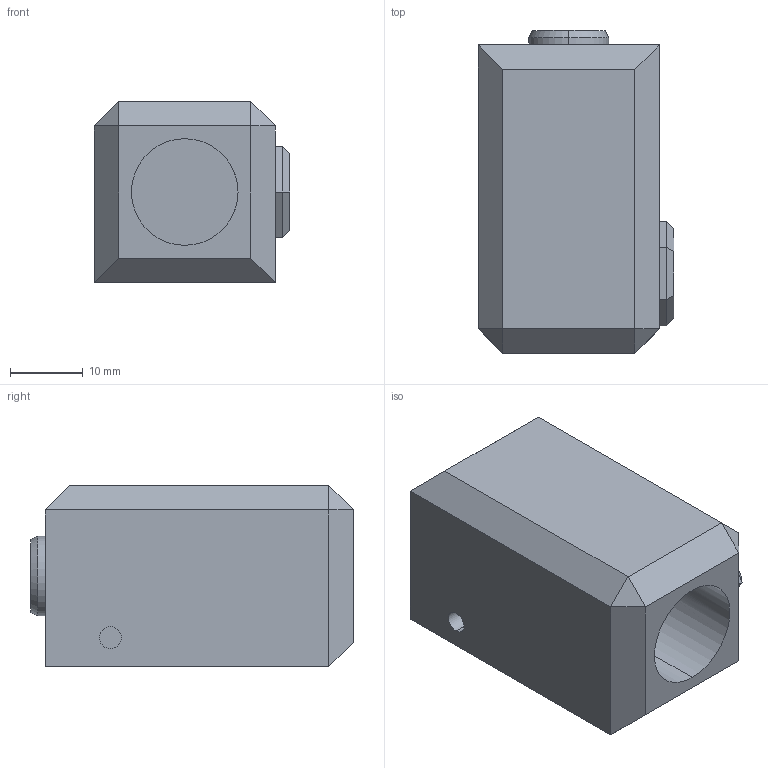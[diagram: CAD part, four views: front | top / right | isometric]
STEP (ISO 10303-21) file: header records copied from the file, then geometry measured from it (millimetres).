
FILE_DESCRIPTION (( 'STEP AP214' ), '1' );
FILE_NAME ('Tripod Mount.STEP', '2021-04-19T14:14:54', ( '' ), ( '' ), 'SwSTEP 2.0', 'SolidWorks 2019', '' );
FILE_SCHEMA (( 'AUTOMOTIVE_DESIGN' ));
Length unit declared in the file: millimetre
Products named in the file (1): Tripod Mount
Bounding box: 27 x 44.5 x 25 mm (x, y, z)
Volume: 19724.5 mm3; surface area: 7278.2 mm2
Topology: 1 solids, 1 shells, 75 faces, 177 edges, 110 vertices
Faces by surface type: plane 54, cylinder 17, cone 2, torus 2
Entity records: 2241 total; most frequent: CARTESIAN_POINT 451, DIRECTION 361, ORIENTED_EDGE 354, EDGE_CURVE 177, VECTOR 137, LINE 137, AXIS2_PLACEMENT_3D 112, VERTEX_POINT 110
